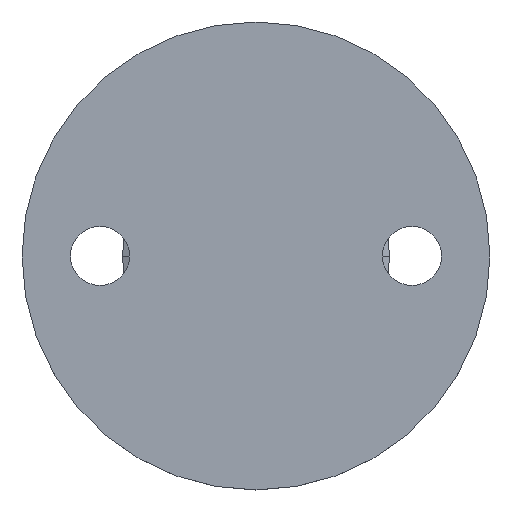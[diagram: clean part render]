
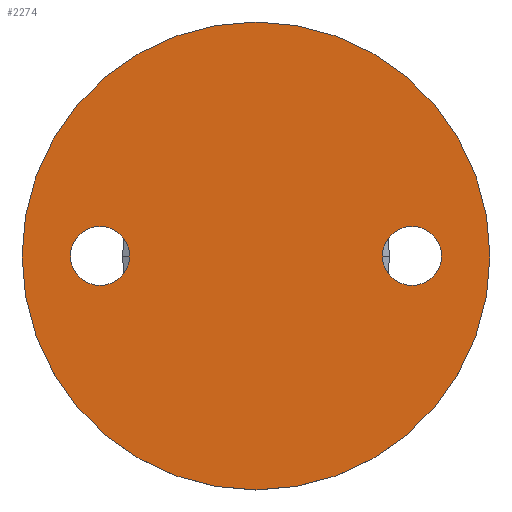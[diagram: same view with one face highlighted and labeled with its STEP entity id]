
A CAD part, top view. The second image highlights one B-rep face of the part: STEP entity #2274.
In plain terms, the highlighted planar face has unit normal (0, 0, 1).
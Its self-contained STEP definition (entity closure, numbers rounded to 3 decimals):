
#260 = DIRECTION ( 'NONE',  ( 0., 0., 1. ) ) ;
#333 = EDGE_CURVE ( 'NONE', #4165, #4615, #4229, .T. ) ;
#410 = DIRECTION ( 'NONE',  ( 1., 0., 0. ) ) ;
#453 = DIRECTION ( 'NONE',  ( 0., 0., -1. ) ) ;
#546 = CARTESIAN_POINT ( 'NONE',  ( 7.3, 0., 5.276 ) ) ;
#676 = DIRECTION ( 'NONE',  ( 1., 0., 0. ) ) ;
#790 = DIRECTION ( 'NONE',  ( 1., 0., 0. ) ) ;
#798 = CARTESIAN_POINT ( 'NONE',  ( 9., 0., 5.276 ) ) ;
#849 = DIRECTION ( 'NONE',  ( 0., 0., 1. ) ) ;
#874 = CARTESIAN_POINT ( 'NONE',  ( 0., 0., 5.276 ) ) ;
#905 = CIRCLE ( 'NONE', #5403, 13.5 ) ;
#1040 = DIRECTION ( 'NONE',  ( 0., 0., 1. ) ) ;
#1108 = EDGE_CURVE ( 'NONE', #3520, #2187, #2769, .T. ) ;
#1117 = CARTESIAN_POINT ( 'NONE',  ( 0., 0., 5.276 ) ) ;
#1295 = DIRECTION ( 'NONE',  ( 1., 0., 0. ) ) ;
#1371 = FACE_BOUND ( 'NONE', #3241, .T. ) ;
#1420 = DIRECTION ( 'NONE',  ( 0., 0., 1. ) ) ;
#1431 = AXIS2_PLACEMENT_3D ( 'NONE', #3507, #849, #1295 ) ;
#1445 = ORIENTED_EDGE ( 'NONE', *, *, #333, .F. ) ;
#1465 = EDGE_CURVE ( 'NONE', #2187, #3520, #2584, .T. ) ;
#1501 = EDGE_LOOP ( 'NONE', ( #1801, #1445 ) ) ;
#1533 = VERTEX_POINT ( 'NONE', #1633 ) ;
#1633 = CARTESIAN_POINT ( 'NONE',  ( -13.5, 0., 5.276 ) ) ;
#1697 = CIRCLE ( 'NONE', #3491, 1.7 ) ;
#1798 = AXIS2_PLACEMENT_3D ( 'NONE', #2835, #1040, #2407 ) ;
#1801 = ORIENTED_EDGE ( 'NONE', *, *, #2998, .F. ) ;
#2149 = DIRECTION ( 'NONE',  ( 1., 0., 0. ) ) ;
#2187 = VERTEX_POINT ( 'NONE', #4296 ) ;
#2274 = ADVANCED_FACE ( 'NONE', ( #4352, #1371, #3078 ), #4793, .F. ) ;
#2407 = DIRECTION ( 'NONE',  ( 1., 0., 0. ) ) ;
#2461 = CARTESIAN_POINT ( 'NONE',  ( -10.7, 0., 5.276 ) ) ;
#2584 = CIRCLE ( 'NONE', #4126, 1.7 ) ;
#2769 = CIRCLE ( 'NONE', #1431, 1.7 ) ;
#2774 = AXIS2_PLACEMENT_3D ( 'NONE', #874, #453, #2149 ) ;
#2835 = CARTESIAN_POINT ( 'NONE',  ( -9., 0., 5.276 ) ) ;
#2917 = CARTESIAN_POINT ( 'NONE',  ( 0., 0., 5.276 ) ) ;
#2998 = EDGE_CURVE ( 'NONE', #4615, #4165, #1697, .T. ) ;
#3078 = FACE_OUTER_BOUND ( 'NONE', #4336, .T. ) ;
#3241 = EDGE_LOOP ( 'NONE', ( #3867, #4475 ) ) ;
#3468 = CARTESIAN_POINT ( 'NONE',  ( 13.5, 0., 5.276 ) ) ;
#3491 = AXIS2_PLACEMENT_3D ( 'NONE', #4787, #1420, #4006 ) ;
#3497 = AXIS2_PLACEMENT_3D ( 'NONE', #2917, #4133, #790 ) ;
#3507 = CARTESIAN_POINT ( 'NONE',  ( 9., 0., 5.276 ) ) ;
#3520 = VERTEX_POINT ( 'NONE', #546 ) ;
#3689 = ORIENTED_EDGE ( 'NONE', *, *, #3999, .T. ) ;
#3867 = ORIENTED_EDGE ( 'NONE', *, *, #1465, .F. ) ;
#3999 = EDGE_CURVE ( 'NONE', #1533, #5337, #5035, .T. ) ;
#4006 = DIRECTION ( 'NONE',  ( 1., 0., 0. ) ) ;
#4126 = AXIS2_PLACEMENT_3D ( 'NONE', #798, #5046, #410 ) ;
#4133 = DIRECTION ( 'NONE',  ( 0., 0., 1. ) ) ;
#4141 = EDGE_CURVE ( 'NONE', #5337, #1533, #905, .T. ) ;
#4165 = VERTEX_POINT ( 'NONE', #2461 ) ;
#4229 = CIRCLE ( 'NONE', #1798, 1.7 ) ;
#4296 = CARTESIAN_POINT ( 'NONE',  ( 10.7, 0., 5.276 ) ) ;
#4336 = EDGE_LOOP ( 'NONE', ( #5421, #3689 ) ) ;
#4352 = FACE_BOUND ( 'NONE', #1501, .T. ) ;
#4475 = ORIENTED_EDGE ( 'NONE', *, *, #1108, .F. ) ;
#4615 = VERTEX_POINT ( 'NONE', #4722 ) ;
#4722 = CARTESIAN_POINT ( 'NONE',  ( -7.3, 0., 5.276 ) ) ;
#4787 = CARTESIAN_POINT ( 'NONE',  ( -9., 0., 5.276 ) ) ;
#4793 = PLANE ( 'NONE',  #2774 ) ;
#5035 = CIRCLE ( 'NONE', #3497, 13.5 ) ;
#5046 = DIRECTION ( 'NONE',  ( 0., 0., 1. ) ) ;
#5337 = VERTEX_POINT ( 'NONE', #3468 ) ;
#5403 = AXIS2_PLACEMENT_3D ( 'NONE', #1117, #260, #676 ) ;
#5421 = ORIENTED_EDGE ( 'NONE', *, *, #4141, .T. ) ;
